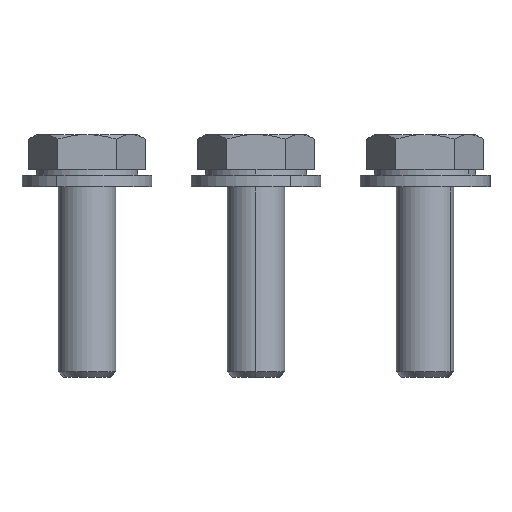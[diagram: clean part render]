
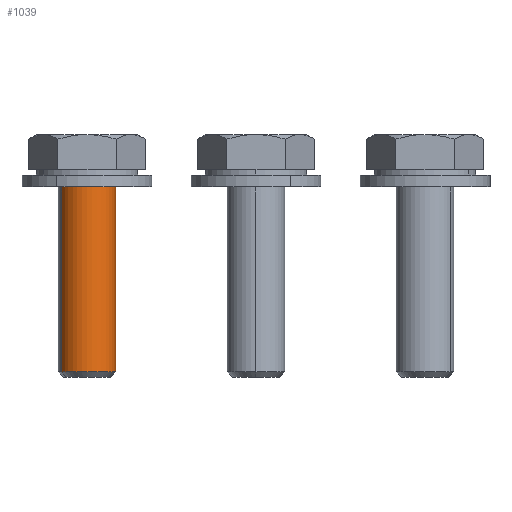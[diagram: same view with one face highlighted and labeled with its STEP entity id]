
A CAD part, left-side view. The second image highlights one B-rep face of the part: STEP entity #1039.
In plain terms, the highlighted cylindrical face has radius 2 mm (diameter 4 mm), a partial arc.
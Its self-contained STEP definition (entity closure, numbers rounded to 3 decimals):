
#114 = CARTESIAN_POINT ( 'NONE',  ( -7.75, 13.423, 11.35 ) ) ;
#676 = CARTESIAN_POINT ( 'NONE',  ( -7.75, 13.423, -5.06 ) ) ;
#771 = CARTESIAN_POINT ( 'NONE',  ( -6.75, 11.691, -5.06 ) ) ;
#926 = AXIS2_PLACEMENT_3D ( 'NONE', #2129, #2114, #2061 ) ;
#1039 = ADVANCED_FACE ( 'NONE', ( #1261 ), #6913, .T. ) ;
#1261 = FACE_OUTER_BOUND ( 'NONE', #8765, .T. ) ;
#1496 = DIRECTION ( 'NONE',  ( 0.5, -0.866, 0. ) ) ;
#1767 = VECTOR ( 'NONE', #8474, 1000. ) ;
#1869 = VECTOR ( 'NONE', #5360, 1000. ) ;
#1972 = CARTESIAN_POINT ( 'NONE',  ( -7.75, 13.423, 8.35 ) ) ;
#2025 = LINE ( 'NONE', #7997, #1869 ) ;
#2061 = DIRECTION ( 'NONE',  ( 0.5, -0.866, 0. ) ) ;
#2114 = DIRECTION ( 'NONE',  ( 0., 0., 1. ) ) ;
#2129 = CARTESIAN_POINT ( 'NONE',  ( -6.75, 11.691, 11.35 ) ) ;
#2244 = LINE ( 'NONE', #114, #1767 ) ;
#2434 = CARTESIAN_POINT ( 'NONE',  ( -5.75, 9.959, 8.35 ) ) ;
#2499 = AXIS2_PLACEMENT_3D ( 'NONE', #8268, #4281, #8883 ) ;
#3640 = CARTESIAN_POINT ( 'NONE',  ( -5.75, 9.959, -5.06 ) ) ;
#3900 = ORIENTED_EDGE ( 'NONE', *, *, #5497, .F. ) ;
#3962 = CIRCLE ( 'NONE', #2499, 2. ) ;
#4209 = ORIENTED_EDGE ( 'NONE', *, *, #7299, .T. ) ;
#4281 = DIRECTION ( 'NONE',  ( 0., 0., -1. ) ) ;
#5360 = DIRECTION ( 'NONE',  ( 0., 0., 1. ) ) ;
#5380 = VERTEX_POINT ( 'NONE', #3640 ) ;
#5497 = EDGE_CURVE ( 'NONE', #8079, #5941, #2244, .T. ) ;
#5784 = DIRECTION ( 'NONE',  ( 0., 0., 1. ) ) ;
#5941 = VERTEX_POINT ( 'NONE', #1972 ) ;
#5958 = ORIENTED_EDGE ( 'NONE', *, *, #6989, .T. ) ;
#6913 = CYLINDRICAL_SURFACE ( 'NONE', #926, 2. ) ;
#6989 = EDGE_CURVE ( 'NONE', #5380, #8338, #2025, .T. ) ;
#7243 = CIRCLE ( 'NONE', #7651, 2. ) ;
#7299 = EDGE_CURVE ( 'NONE', #8079, #5380, #7243, .T. ) ;
#7622 = ORIENTED_EDGE ( 'NONE', *, *, #8602, .T. ) ;
#7651 = AXIS2_PLACEMENT_3D ( 'NONE', #771, #5784, #1496 ) ;
#7997 = CARTESIAN_POINT ( 'NONE',  ( -5.75, 9.959, 11.35 ) ) ;
#8079 = VERTEX_POINT ( 'NONE', #676 ) ;
#8268 = CARTESIAN_POINT ( 'NONE',  ( -6.75, 11.691, 8.35 ) ) ;
#8338 = VERTEX_POINT ( 'NONE', #2434 ) ;
#8474 = DIRECTION ( 'NONE',  ( 0., 0., 1. ) ) ;
#8602 = EDGE_CURVE ( 'NONE', #8338, #5941, #3962, .T. ) ;
#8765 = EDGE_LOOP ( 'NONE', ( #3900, #4209, #5958, #7622 ) ) ;
#8883 = DIRECTION ( 'NONE',  ( -0.5, 0.866, 0. ) ) ;
